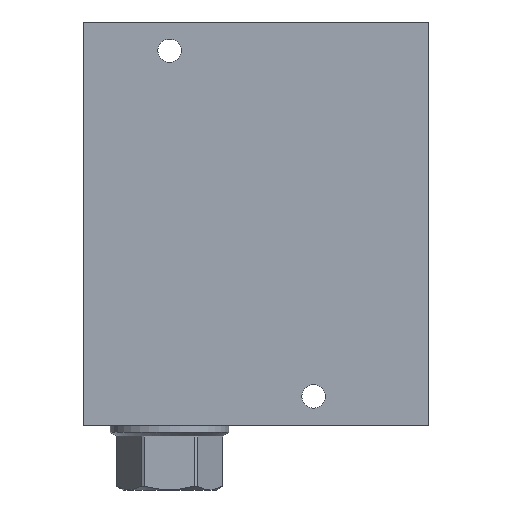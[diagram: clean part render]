
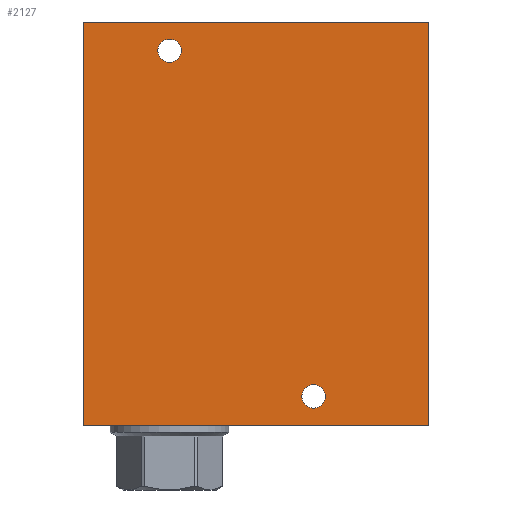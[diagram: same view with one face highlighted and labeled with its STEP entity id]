
A CAD part, front view. The second image highlights one B-rep face of the part: STEP entity #2127.
In plain terms, the highlighted planar face has unit normal (0, -1, 0).
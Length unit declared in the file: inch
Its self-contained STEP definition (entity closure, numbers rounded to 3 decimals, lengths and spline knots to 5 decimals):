
#5=DIRECTION('',(1.,0.,0.));
#6=VECTOR('',#5,6.);
#7=CARTESIAN_POINT('',(0.,-3.,0.));
#8=LINE('',#7,#6);
#75=DIRECTION('',(0.,0.,1.));
#76=VECTOR('',#75,7.);
#77=CARTESIAN_POINT('',(6.,-3.,0.));
#78=LINE('',#77,#76);
#99=DIRECTION('',(0.,0.,1.));
#100=VECTOR('',#99,7.);
#101=CARTESIAN_POINT('',(0.,-3.,0.));
#102=LINE('',#101,#100);
#103=CARTESIAN_POINT('',(1.5,-3.,6.5));
#104=DIRECTION('',(0.,-1.,0.));
#105=DIRECTION('',(-1.,0.,0.));
#106=AXIS2_PLACEMENT_3D('',#103,#104,#105);
#108=CARTESIAN_POINT('',(1.5,-3.,6.5));
#109=DIRECTION('',(0.,-1.,0.));
#110=DIRECTION('',(1.,0.,0.));
#111=AXIS2_PLACEMENT_3D('',#108,#109,#110);
#113=CARTESIAN_POINT('',(4.,-3.,0.5));
#114=DIRECTION('',(0.,-1.,0.));
#115=DIRECTION('',(-1.,0.,0.));
#116=AXIS2_PLACEMENT_3D('',#113,#114,#115);
#118=CARTESIAN_POINT('',(4.,-3.,0.5));
#119=DIRECTION('',(0.,-1.,0.));
#120=DIRECTION('',(1.,0.,0.));
#121=AXIS2_PLACEMENT_3D('',#118,#119,#120);
#135=DIRECTION('',(1.,0.,0.));
#136=VECTOR('',#135,6.);
#137=CARTESIAN_POINT('',(0.,-3.,7.));
#138=LINE('',#137,#136);
#1737=CARTESIAN_POINT('',(0.,-3.,0.));
#1739=VERTEX_POINT('',#1737);
#1740=CARTESIAN_POINT('',(6.,-3.,0.));
#1741=VERTEX_POINT('',#1740);
#1745=CARTESIAN_POINT('',(0.,-3.,7.));
#1747=VERTEX_POINT('',#1745);
#1748=CARTESIAN_POINT('',(6.,-3.,7.));
#1749=VERTEX_POINT('',#1748);
#1891=CARTESIAN_POINT('',(1.297,-3.,6.5));
#1892=CARTESIAN_POINT('',(1.703,-3.,6.5));
#1893=VERTEX_POINT('',#1891);
#1894=VERTEX_POINT('',#1892);
#1899=CARTESIAN_POINT('',(3.797,-3.,0.5));
#1900=CARTESIAN_POINT('',(4.203,-3.,0.5));
#1901=VERTEX_POINT('',#1899);
#1902=VERTEX_POINT('',#1900);
#2103=CARTESIAN_POINT('',(0.,-3.,0.));
#2104=DIRECTION('',(0.,-1.,0.));
#2105=DIRECTION('',(1.,0.,0.));
#2106=AXIS2_PLACEMENT_3D('',#2103,#2104,#2105);
#2107=PLANE('',#2106);
#2108=ORIENTED_EDGE('',*,*,#2009,.F.);
#2109=ORIENTED_EDGE('',*,*,#2034,.T.);
#2111=ORIENTED_EDGE('',*,*,#2110,.T.);
#2112=ORIENTED_EDGE('',*,*,#2083,.F.);
#2113=EDGE_LOOP('',(#2108,#2109,#2111,#2112));
#2114=FACE_OUTER_BOUND('',#2113,.F.);
#2116=ORIENTED_EDGE('',*,*,#2115,.T.);
#2118=ORIENTED_EDGE('',*,*,#2117,.T.);
#2119=EDGE_LOOP('',(#2116,#2118));
#2120=FACE_BOUND('',#2119,.F.);
#2122=ORIENTED_EDGE('',*,*,#2121,.T.);
#2124=ORIENTED_EDGE('',*,*,#2123,.T.);
#2125=EDGE_LOOP('',(#2122,#2124));
#2126=FACE_BOUND('',#2125,.F.);
#2127=ADVANCED_FACE('',(#2114,#2120,#2126),#2107,.T.);
#107=CIRCLE('',#106,0.203);
#112=CIRCLE('',#111,0.203);
#117=CIRCLE('',#116,0.203);
#122=CIRCLE('',#121,0.203);
#2009=EDGE_CURVE('',#1739,#1741,#8,.T.);
#2034=EDGE_CURVE('',#1739,#1747,#102,.T.);
#2083=EDGE_CURVE('',#1741,#1749,#78,.T.);
#2110=EDGE_CURVE('',#1747,#1749,#138,.T.);
#2115=EDGE_CURVE('',#1893,#1894,#107,.T.);
#2117=EDGE_CURVE('',#1894,#1893,#112,.T.);
#2121=EDGE_CURVE('',#1901,#1902,#117,.T.);
#2123=EDGE_CURVE('',#1902,#1901,#122,.T.);
